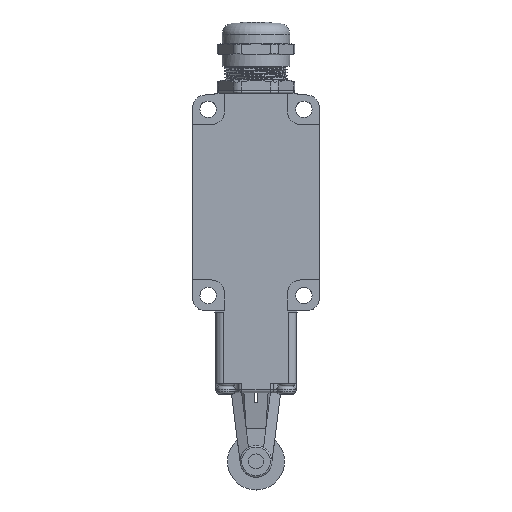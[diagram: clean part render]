
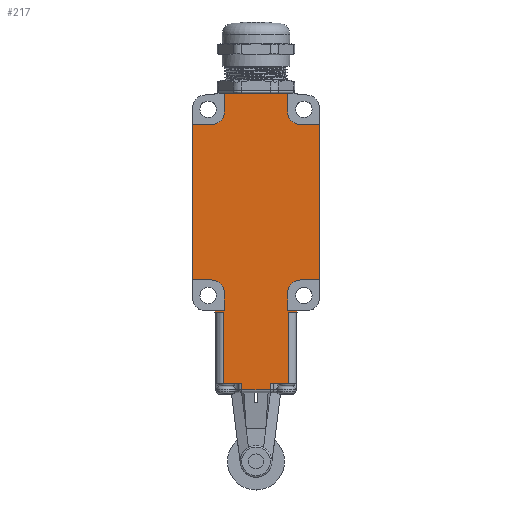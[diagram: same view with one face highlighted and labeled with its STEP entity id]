
A CAD part, top view. The second image highlights one B-rep face of the part: STEP entity #217.
In plain terms, the highlighted face is planar.
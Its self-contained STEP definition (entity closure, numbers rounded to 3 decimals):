
#217=ADVANCED_FACE('',(#2139),#2141,.F.);
#2139=FACE_BOUND('',#2140,.T.);
#2140=EDGE_LOOP('',(#7146,#7147,#7148,#7149,#7150,#7151,#7152,#7153,#7154,#7155,
#7156,#7157,#7158,#7159,#7160,#7161,#7162,#7163,#7164,#7165,#7166,#7167,#7168,#7169,
#7170,#7171,#7172,#7173));
#2141=PLANE('',#2142);
#2142=AXIS2_PLACEMENT_3D('',#2143,#2144,#2145);
#2143=CARTESIAN_POINT('',(0.,0.,0.));
#2144=DIRECTION('',(0.,1.,0.));
#2145=DIRECTION('',(1.,0.,0.));
#7146=ORIENTED_EDGE('',*,*,#9855,.T.);
#7147=ORIENTED_EDGE('',*,*,#9905,.F.);
#7148=ORIENTED_EDGE('',*,*,#9906,.F.);
#7149=ORIENTED_EDGE('',*,*,#9907,.F.);
#7150=ORIENTED_EDGE('',*,*,#9908,.F.);
#7151=ORIENTED_EDGE('',*,*,#9909,.F.);
#7152=ORIENTED_EDGE('',*,*,#9910,.F.);
#7153=ORIENTED_EDGE('',*,*,#9911,.F.);
#7154=ORIENTED_EDGE('',*,*,#9912,.F.);
#7155=ORIENTED_EDGE('',*,*,#9913,.T.);
#7156=ORIENTED_EDGE('',*,*,#9914,.F.);
#7157=ORIENTED_EDGE('',*,*,#9915,.F.);
#7158=ORIENTED_EDGE('',*,*,#9916,.F.);
#7159=ORIENTED_EDGE('',*,*,#9917,.T.);
#7160=ORIENTED_EDGE('',*,*,#9918,.F.);
#7161=ORIENTED_EDGE('',*,*,#9919,.F.);
#7162=ORIENTED_EDGE('',*,*,#9920,.F.);
#7163=ORIENTED_EDGE('',*,*,#9921,.T.);
#7164=ORIENTED_EDGE('',*,*,#9922,.F.);
#7165=ORIENTED_EDGE('',*,*,#9923,.F.);
#7166=ORIENTED_EDGE('',*,*,#9924,.F.);
#7167=ORIENTED_EDGE('',*,*,#9925,.T.);
#7168=ORIENTED_EDGE('',*,*,#9926,.F.);
#7169=ORIENTED_EDGE('',*,*,#9927,.T.);
#7170=ORIENTED_EDGE('',*,*,#9844,.T.);
#7171=ORIENTED_EDGE('',*,*,#9928,.T.);
#7172=ORIENTED_EDGE('',*,*,#9904,.F.);
#7173=ORIENTED_EDGE('',*,*,#9900,.T.);
#9844=EDGE_CURVE('',#11270,#11268,#11271,.T.);
#9855=EDGE_CURVE('',#11292,#11290,#11293,.T.);
#9900=EDGE_CURVE('',#11366,#11292,#11367,.T.);
#9904=EDGE_CURVE('',#11366,#11370,#11372,.T.);
#9905=EDGE_CURVE('',#11373,#11290,#11374,.T.);
#9906=EDGE_CURVE('',#11375,#11373,#11376,.T.);
#9907=EDGE_CURVE('',#11377,#11375,#11378,.T.);
#9908=EDGE_CURVE('',#11379,#11377,#11380,.T.);
#9909=EDGE_CURVE('',#11381,#11379,#11382,.T.);
#9910=EDGE_CURVE('',#11383,#11381,#11384,.T.);
#9911=EDGE_CURVE('',#11385,#11383,#11386,.T.);
#9912=EDGE_CURVE('',#11387,#11385,#11388,.T.);
#9913=EDGE_CURVE('',#11387,#11389,#11390,.T.);
#9914=EDGE_CURVE('',#11391,#11389,#11392,.T.);
#9915=EDGE_CURVE('',#11393,#11391,#11394,.T.);
#9916=EDGE_CURVE('',#11395,#11393,#11396,.T.);
#9917=EDGE_CURVE('',#11395,#11397,#11398,.T.);
#9918=EDGE_CURVE('',#11399,#11397,#11400,.T.);
#9919=EDGE_CURVE('',#11401,#11399,#11402,.T.);
#9920=EDGE_CURVE('',#11403,#11401,#11404,.T.);
#9921=EDGE_CURVE('',#11403,#11405,#11406,.T.);
#9922=EDGE_CURVE('',#11407,#11405,#11408,.T.);
#9923=EDGE_CURVE('',#11409,#11407,#11410,.T.);
#9924=EDGE_CURVE('',#11411,#11409,#11412,.T.);
#9925=EDGE_CURVE('',#11411,#11413,#11414,.T.);
#9926=EDGE_CURVE('',#11415,#11413,#11416,.T.);
#9927=EDGE_CURVE('',#11415,#11270,#11417,.T.);
#9928=EDGE_CURVE('',#11268,#11370,#11418,.T.);
#11268=VERTEX_POINT('',#13682);
#11270=VERTEX_POINT('',#13687);
#11271=LINE('',#13688,#13689);
#11290=VERTEX_POINT('',#13732);
#11292=VERTEX_POINT('',#13737);
#11293=LINE('',#13738,#13739);
#11366=VERTEX_POINT('',#13918);
#11367=LINE('',#13919,#13920);
#11370=VERTEX_POINT('',#13930);
#11372=LINE('',#13935,#13936);
#11373=VERTEX_POINT('',#13938);
#11374=LINE('',#13939,#13940);
#11375=VERTEX_POINT('',#13942);
#11376=LINE('',#13943,#13944);
#11377=VERTEX_POINT('',#13946);
#11378=LINE('',#13947,#13948);
#11379=VERTEX_POINT('',#13950);
#11380=LINE('',#13951,#13952);
#11381=VERTEX_POINT('',#13954);
#11382=LINE('',#13955,#13956);
#11383=VERTEX_POINT('',#13958);
#11384=CIRCLE('',#13959,4.);
#11385=VERTEX_POINT('',#13963);
#11386=LINE('',#13964,#13965);
#11387=VERTEX_POINT('',#13967);
#11388=LINE('',#13968,#13969);
#11389=VERTEX_POINT('',#13971);
#11390=LINE('',#13972,#13973);
#11391=VERTEX_POINT('',#13975);
#11392=CIRCLE('',#13976,4.);
#11393=VERTEX_POINT('',#13980);
#11394=LINE('',#13981,#13982);
#11395=VERTEX_POINT('',#13984);
#11396=LINE('',#13985,#13986);
#11397=VERTEX_POINT('',#13988);
#11398=LINE('',#13989,#13990);
#11399=VERTEX_POINT('',#13992);
#11400=CIRCLE('',#13993,4.);
#11401=VERTEX_POINT('',#13997);
#11402=LINE('',#13998,#13999);
#11403=VERTEX_POINT('',#14001);
#11404=LINE('',#14002,#14003);
#11405=VERTEX_POINT('',#14005);
#11406=LINE('',#14006,#14007);
#11407=VERTEX_POINT('',#14009);
#11408=CIRCLE('',#14010,4.);
#11409=VERTEX_POINT('',#14014);
#11410=LINE('',#14015,#14016);
#11411=VERTEX_POINT('',#14018);
#11412=LINE('',#14019,#14020);
#11413=VERTEX_POINT('',#14022);
#11414=LINE('',#14023,#14024);
#11415=VERTEX_POINT('',#14026);
#11416=LINE('',#14027,#14028);
#11417=LINE('',#14030,#14031);
#11418=LINE('',#14033,#14034);
#13682=CARTESIAN_POINT('',(-4.5,0.,-56.9));
#13687=CARTESIAN_POINT('',(-10.25,0.,-56.9));
#13688=CARTESIAN_POINT('',(-10.25,0.,-56.9));
#13689=VECTOR('',#13690,1.);
#13690=DIRECTION('',(1.,0.,0.));
#13732=CARTESIAN_POINT('',(10.25,0.,-56.9));
#13737=CARTESIAN_POINT('',(4.5,0.,-56.9));
#13738=CARTESIAN_POINT('',(4.5,0.,-56.9));
#13739=VECTOR('',#13740,1.);
#13740=DIRECTION('',(1.,0.,0.));
#13918=CARTESIAN_POINT('',(4.5,0.,-58.9));
#13919=CARTESIAN_POINT('',(4.5,0.,-58.9));
#13920=VECTOR('',#13921,1.);
#13921=DIRECTION('',(0.,0.,1.));
#13930=CARTESIAN_POINT('',(-4.5,0.,-58.9));
#13935=CARTESIAN_POINT('',(4.5,0.,-58.9));
#13936=VECTOR('',#13937,1.);
#13937=DIRECTION('',(-1.,0.,0.));
#13938=CARTESIAN_POINT('',(10.25,0.,-34.5));
#13939=CARTESIAN_POINT('',(10.25,0.,-34.5));
#13940=VECTOR('',#13941,1.);
#13941=DIRECTION('',(0.,0.,-1.));
#13942=CARTESIAN_POINT('',(13.,0.,-34.5));
#13943=CARTESIAN_POINT('',(13.,0.,-34.5));
#13944=VECTOR('',#13945,1.);
#13945=DIRECTION('',(-1.,0.,0.));
#13946=CARTESIAN_POINT('',(13.,0.,-34.));
#13947=CARTESIAN_POINT('',(13.,0.,-34.));
#13948=VECTOR('',#13949,1.);
#13949=DIRECTION('',(0.,0.,-1.));
#13950=CARTESIAN_POINT('',(10.,0.,-34.));
#13951=CARTESIAN_POINT('',(10.,0.,-34.));
#13952=VECTOR('',#13953,1.);
#13953=DIRECTION('',(1.,0.,0.));
#13954=CARTESIAN_POINT('',(10.,0.,-28.35));
#13955=CARTESIAN_POINT('',(10.,0.,-28.35));
#13956=VECTOR('',#13957,1.);
#13957=DIRECTION('',(0.,0.,-1.));
#13958=CARTESIAN_POINT('',(14.,0.,-24.35));
#13959=AXIS2_PLACEMENT_3D('',#13960,#13961,#13962);
#13960=CARTESIAN_POINT('',(14.,0.,-28.35));
#13961=DIRECTION('',(0.,-1.,0.));
#13962=DIRECTION('',(0.,0.,1.));
#13963=CARTESIAN_POINT('',(20.,0.,-24.35));
#13964=CARTESIAN_POINT('',(20.,0.,-24.35));
#13965=VECTOR('',#13966,1.);
#13966=DIRECTION('',(-1.,0.,0.));
#13967=CARTESIAN_POINT('',(20.,0.,24.65));
#13968=CARTESIAN_POINT('',(20.,0.,24.65));
#13969=VECTOR('',#13970,1.);
#13970=DIRECTION('',(0.,0.,-1.));
#13971=CARTESIAN_POINT('',(14.,0.,24.65));
#13972=CARTESIAN_POINT('',(20.,0.,24.65));
#13973=VECTOR('',#13974,1.);
#13974=DIRECTION('',(-1.,0.,0.));
#13975=CARTESIAN_POINT('',(10.,0.,28.65));
#13976=AXIS2_PLACEMENT_3D('',#13977,#13978,#13979);
#13977=CARTESIAN_POINT('',(14.,0.,28.65));
#13978=DIRECTION('',(0.,-1.,0.));
#13979=DIRECTION('',(-1.,0.,0.));
#13980=CARTESIAN_POINT('',(10.,0.,34.5));
#13981=CARTESIAN_POINT('',(10.,0.,34.5));
#13982=VECTOR('',#13983,1.);
#13983=DIRECTION('',(0.,0.,-1.));
#13984=CARTESIAN_POINT('',(-10.,0.,34.5));
#13985=CARTESIAN_POINT('',(-10.,0.,34.5));
#13986=VECTOR('',#13987,1.);
#13987=DIRECTION('',(1.,0.,0.));
#13988=CARTESIAN_POINT('',(-10.,0.,28.65));
#13989=CARTESIAN_POINT('',(-10.,0.,34.5));
#13990=VECTOR('',#13991,1.);
#13991=DIRECTION('',(0.,0.,-1.));
#13992=CARTESIAN_POINT('',(-14.,0.,24.65));
#13993=AXIS2_PLACEMENT_3D('',#13994,#13995,#13996);
#13994=CARTESIAN_POINT('',(-14.,0.,28.65));
#13995=DIRECTION('',(0.,-1.,0.));
#13996=DIRECTION('',(0.,0.,-1.));
#13997=CARTESIAN_POINT('',(-20.,0.,24.65));
#13998=CARTESIAN_POINT('',(-20.,0.,24.65));
#13999=VECTOR('',#14000,1.);
#14000=DIRECTION('',(1.,0.,0.));
#14001=CARTESIAN_POINT('',(-20.,0.,-24.35));
#14002=CARTESIAN_POINT('',(-20.,0.,-24.35));
#14003=VECTOR('',#14004,1.);
#14004=DIRECTION('',(0.,0.,1.));
#14005=CARTESIAN_POINT('',(-14.,0.,-24.35));
#14006=CARTESIAN_POINT('',(-20.,0.,-24.35));
#14007=VECTOR('',#14008,1.);
#14008=DIRECTION('',(1.,0.,0.));
#14009=CARTESIAN_POINT('',(-10.,0.,-28.35));
#14010=AXIS2_PLACEMENT_3D('',#14011,#14012,#14013);
#14011=CARTESIAN_POINT('',(-14.,0.,-28.35));
#14012=DIRECTION('',(0.,-1.,0.));
#14013=DIRECTION('',(1.,0.,0.));
#14014=CARTESIAN_POINT('',(-10.,0.,-34.));
#14015=CARTESIAN_POINT('',(-10.,0.,-34.));
#14016=VECTOR('',#14017,1.);
#14017=DIRECTION('',(0.,0.,1.));
#14018=CARTESIAN_POINT('',(-13.,0.,-34.));
#14019=CARTESIAN_POINT('',(-13.,0.,-34.));
#14020=VECTOR('',#14021,1.);
#14021=DIRECTION('',(1.,0.,0.));
#14022=CARTESIAN_POINT('',(-13.,0.,-34.5));
#14023=CARTESIAN_POINT('',(-13.,0.,-34.));
#14024=VECTOR('',#14025,1.);
#14025=DIRECTION('',(0.,0.,-1.));
#14026=CARTESIAN_POINT('',(-10.25,0.,-34.5));
#14027=CARTESIAN_POINT('',(-10.25,0.,-34.5));
#14028=VECTOR('',#14029,1.);
#14029=DIRECTION('',(-1.,0.,0.));
#14030=CARTESIAN_POINT('',(-10.25,0.,-34.5));
#14031=VECTOR('',#14032,1.);
#14032=DIRECTION('',(0.,0.,-1.));
#14033=CARTESIAN_POINT('',(-4.5,0.,-56.9));
#14034=VECTOR('',#14035,1.);
#14035=DIRECTION('',(0.,0.,-1.));
